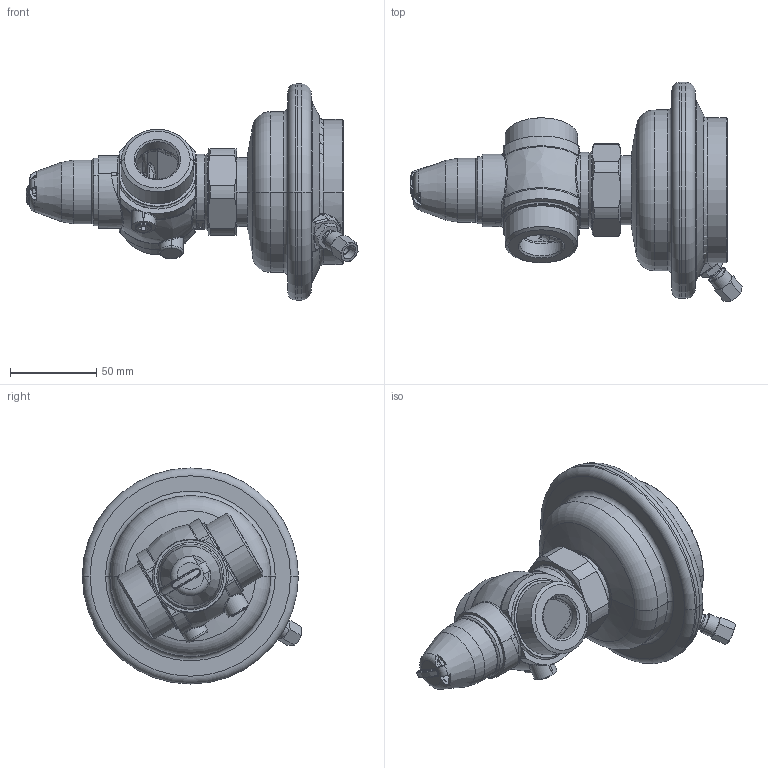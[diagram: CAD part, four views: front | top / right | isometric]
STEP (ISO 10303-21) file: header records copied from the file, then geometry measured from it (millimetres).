
FILE_DESCRIPTION((''),'2;1');
FILE_NAME('003H6464','2015-03-09T',('u317927'),('Danfoss'),'PRO/ENGINEER BY PARAMETRIC TECHNOLOGY CORPORATION, 2014000','PRO/ENGINEER BY PARAMETRIC TECHNOLOGY CORPORATION, 2014000','');
FILE_SCHEMA(('CONFIG_CONTROL_DESIGN'));
Length unit declared in the file: millimetre
Products named in the file (1): 003H6464
Bounding box: 192.28 x 127.07 x 125.18 mm (x, y, z)
Volume: 293537.2 mm3; surface area: 128102.8 mm2
Topology: 1 solids, 1 shells, 790 faces, 1875 edges, 1125 vertices
Faces by surface type: plane 205, cylinder 204, cone 139, bspline 128, torus 99, sphere 15
Entity records: 36367 total; most frequent: CARTESIAN_POINT 19052, ORIENTED_EDGE 3738, DIRECTION 3477, EDGE_CURVE 1869, AXIS2_PLACEMENT_3D 1449, VERTEX_POINT 1125, EDGE_LOOP 852, FACE_OUTER_BOUND 790
